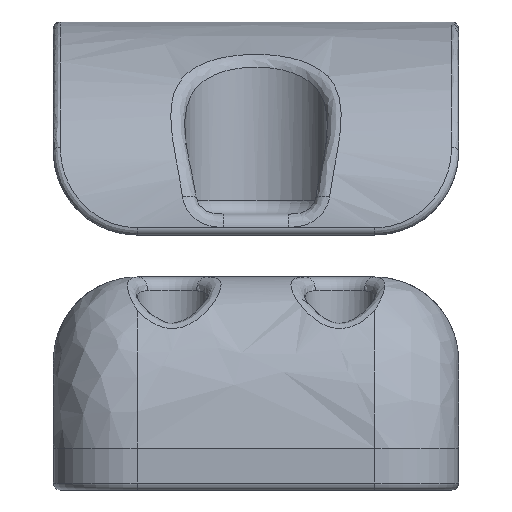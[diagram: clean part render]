
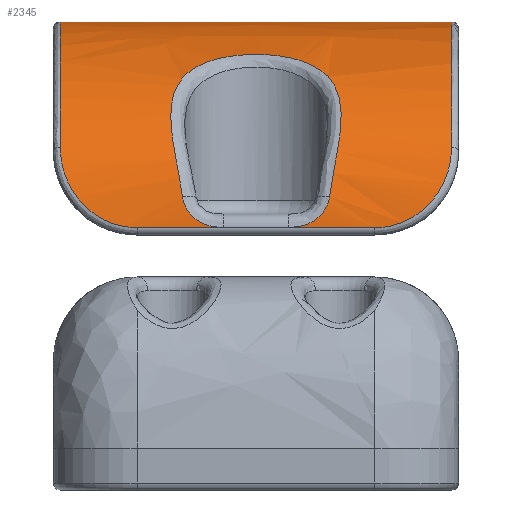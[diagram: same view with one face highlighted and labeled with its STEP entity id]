
A CAD part, front view. The second image highlights one B-rep face of the part: STEP entity #2345.
In plain terms, the highlighted free-form (B-spline) face has degree [1, 2] with [2, 3] control points.
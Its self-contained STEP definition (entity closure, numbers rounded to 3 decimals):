
#21=(
BOUNDED_SURFACE()
B_SPLINE_SURFACE(1,2,((#6625,#6626,#6627),(#6628,#6629,#6630)),
 .UNSPECIFIED.,.F.,.F.,.F.)
B_SPLINE_SURFACE_WITH_KNOTS((2,2),(3,3),(0.023,1.326),
(1.571,3.107),.UNSPECIFIED.)
GEOMETRIC_REPRESENTATION_ITEM()
RATIONAL_B_SPLINE_SURFACE(((1.,0.719,1.),(1.,0.719,
1.)))
REPRESENTATION_ITEM('')
SURFACE()
);
#44=FACE_BOUND('',#626,.T.);
#156=LINE('',#6167,#254);
#165=LINE('',#6631,#263);
#166=LINE('',#6641,#264);
#254=VECTOR('',#3051,10.);
#263=VECTOR('',#3090,10.);
#264=VECTOR('',#3091,10.);
#458=FACE_OUTER_BOUND('',#625,.T.);
#625=EDGE_LOOP('',(#2048,#2049,#2050,#2051,#2052,#2053));
#626=EDGE_LOOP('',(#2054,#2055,#2056,#2057));
#882=B_SPLINE_CURVE_WITH_KNOTS('',3,(#6220,#6221,#6222,#6223,#6224,#6225,
#6226),.UNSPECIFIED.,.F.,.F.,(4,1,1,1,4),(0.,0.128,0.385,
0.641,0.897),.UNSPECIFIED.);
#884=B_SPLINE_CURVE_WITH_KNOTS('',3,(#6266,#6267,#6268,#6269,#6270,#6271),
 .UNSPECIFIED.,.F.,.F.,(4,1,1,4),(0.,1.253,1.88,
2.193),.UNSPECIFIED.);
#894=B_SPLINE_CURVE_WITH_KNOTS('',3,(#6532,#6533,#6534,#6535,#6536,#6537),
 .UNSPECIFIED.,.F.,.F.,(4,1,1,4),(0.,0.627,1.253,
2.193),.UNSPECIFIED.);
#896=B_SPLINE_CURVE_WITH_KNOTS('',3,(#6587,#6588,#6589,#6590,#6591,#6592,
#6593),.UNSPECIFIED.,.F.,.F.,(4,1,1,1,4),(0.,0.192,
0.385,0.641,0.897),.UNSPECIFIED.);
#899=B_SPLINE_CURVE_WITH_KNOTS('',3,(#6634,#6635,#6636,#6637,#6638,#6639),
 .UNSPECIFIED.,.F.,.F.,(4,1,1,4),(-0.393,-0.281,
-0.168,0.),.UNSPECIFIED.);
#900=B_SPLINE_CURVE_WITH_KNOTS('',3,(#6643,#6644,#6645,#6646,#6647,#6648),
 .UNSPECIFIED.,.F.,.F.,(4,1,1,4),(-0.393,-0.281,-0.168,
0.),.UNSPECIFIED.);
#901=B_SPLINE_CURVE_WITH_KNOTS('',3,(#6649,#6650,#6651,#6652,#6653,#6654,
#6655,#6656,#6657,#6658,#6659,#6660,#6661),.UNSPECIFIED.,.F.,.F.,(4,1,1,
1,1,1,1,1,1,1,4),(-3.764,-3.277,-2.79,
-2.628,-2.303,-2.141,-1.816,
-1.572,-1.329,-0.841,-0.354),
 .UNSPECIFIED.);
#1072=VERTEX_POINT('',#6160);
#1075=VERTEX_POINT('',#6165);
#1077=VERTEX_POINT('',#6218);
#1079=VERTEX_POINT('',#6264);
#1089=VERTEX_POINT('',#6485);
#1091=VERTEX_POINT('',#6530);
#1098=VERTEX_POINT('',#6632);
#1099=VERTEX_POINT('',#6633);
#1100=VERTEX_POINT('',#6640);
#1101=VERTEX_POINT('',#6642);
#1387=EDGE_CURVE('',#1075,#1072,#156,.T.);
#1390=EDGE_CURVE('',#1077,#1075,#882,.T.);
#1393=EDGE_CURVE('',#1079,#1077,#884,.T.);
#1411=EDGE_CURVE('',#1091,#1089,#894,.T.);
#1413=EDGE_CURVE('',#1072,#1091,#896,.T.);
#1424=EDGE_CURVE('',#1089,#1079,#165,.T.);
#1425=EDGE_CURVE('',#1098,#1099,#899,.T.);
#1426=EDGE_CURVE('',#1100,#1098,#166,.T.);
#1427=EDGE_CURVE('',#1101,#1100,#900,.T.);
#1428=EDGE_CURVE('',#1099,#1101,#901,.T.);
#2048=ORIENTED_EDGE('',*,*,#1411,.F.);
#2049=ORIENTED_EDGE('',*,*,#1413,.F.);
#2050=ORIENTED_EDGE('',*,*,#1387,.F.);
#2051=ORIENTED_EDGE('',*,*,#1390,.F.);
#2052=ORIENTED_EDGE('',*,*,#1393,.F.);
#2053=ORIENTED_EDGE('',*,*,#1424,.F.);
#2054=ORIENTED_EDGE('',*,*,#1425,.F.);
#2055=ORIENTED_EDGE('',*,*,#1426,.F.);
#2056=ORIENTED_EDGE('',*,*,#1427,.F.);
#2057=ORIENTED_EDGE('',*,*,#1428,.F.);
#2345=ADVANCED_FACE('',(#458,#44),#21,.F.);
#3051=DIRECTION('',(-1.,0.,0.));
#3090=DIRECTION('',(1.,0.,0.));
#3091=DIRECTION('',(1.,0.,0.));
#6160=CARTESIAN_POINT('',(-8.5,-5.987,18.774));
#6165=CARTESIAN_POINT('',(8.5,-5.987,18.774));
#6167=CARTESIAN_POINT('',(-14.5,-5.987,18.774));
#6218=CARTESIAN_POINT('',(14.,-4.1,24.518));
#6220=CARTESIAN_POINT('Ctrl Pts',(14.,-4.1,24.518));
#6221=CARTESIAN_POINT('Ctrl Pts',(14.,-4.338,24.144));
#6222=CARTESIAN_POINT('Ctrl Pts',(13.898,-5.002,22.986));
#6223=CARTESIAN_POINT('Ctrl Pts',(13.076,-5.731,20.979));
#6224=CARTESIAN_POINT('Ctrl Pts',(11.063,-5.981,19.197));
#6225=CARTESIAN_POINT('Ctrl Pts',(9.355,-5.987,18.774));
#6226=CARTESIAN_POINT('Ctrl Pts',(8.5,-5.987,18.774));
#6264=CARTESIAN_POINT('',(14.,15.5,33.5));
#6266=CARTESIAN_POINT('Ctrl Pts',(14.,15.5,33.5));
#6267=CARTESIAN_POINT('Ctrl Pts',(14.,11.253,33.5));
#6268=CARTESIAN_POINT('Ctrl Pts',(14.,4.841,32.209));
#6269=CARTESIAN_POINT('Ctrl Pts',(14.,-1.452,27.961));
#6270=CARTESIAN_POINT('Ctrl Pts',(14.,-3.518,25.433));
#6271=CARTESIAN_POINT('Ctrl Pts',(14.,-4.1,24.518));
#6485=CARTESIAN_POINT('',(-14.,15.5,33.5));
#6530=CARTESIAN_POINT('',(-14.,-4.1,24.518));
#6532=CARTESIAN_POINT('Ctrl Pts',(-14.,-4.1,24.518));
#6533=CARTESIAN_POINT('Ctrl Pts',(-14.,-2.937,26.348));
#6534=CARTESIAN_POINT('Ctrl Pts',(-14.,0.214,29.395));
#6535=CARTESIAN_POINT('Ctrl Pts',(-14.,6.996,32.678));
#6536=CARTESIAN_POINT('Ctrl Pts',(-14.,12.314,33.5));
#6537=CARTESIAN_POINT('Ctrl Pts',(-14.,15.5,33.5));
#6587=CARTESIAN_POINT('Ctrl Pts',(-8.5,-5.987,18.774));
#6588=CARTESIAN_POINT('Ctrl Pts',(-9.141,-5.987,18.774));
#6589=CARTESIAN_POINT('Ctrl Pts',(-10.422,-5.979,19.012));
#6590=CARTESIAN_POINT('Ctrl Pts',(-12.302,-5.87,20.147));
#6591=CARTESIAN_POINT('Ctrl Pts',(-13.711,-5.381,22.155));
#6592=CARTESIAN_POINT('Ctrl Pts',(-14.,-4.576,23.77));
#6593=CARTESIAN_POINT('Ctrl Pts',(-14.,-4.1,24.518));
#6625=CARTESIAN_POINT('Ctrl Pts',(-14.,15.5,33.5));
#6626=CARTESIAN_POINT('Ctrl Pts',(-14.,-5.273,33.5));
#6627=CARTESIAN_POINT('Ctrl Pts',(-14.,-5.987,18.774));
#6628=CARTESIAN_POINT('Ctrl Pts',(14.,15.5,33.5));
#6629=CARTESIAN_POINT('Ctrl Pts',(14.,-5.273,33.5));
#6630=CARTESIAN_POINT('Ctrl Pts',(14.,-5.987,18.774));
#6631=CARTESIAN_POINT('',(-14.5,15.5,33.5));
#6632=CARTESIAN_POINT('',(2.31,-5.986,18.801));
#6633=CARTESIAN_POINT('',(5.266,-5.647,21.));
#6634=CARTESIAN_POINT('Ctrl Pts',(2.31,-5.986,18.801));
#6635=CARTESIAN_POINT('Ctrl Pts',(2.684,-5.986,18.801));
#6636=CARTESIAN_POINT('Ctrl Pts',(3.434,-5.981,18.877));
#6637=CARTESIAN_POINT('Ctrl Pts',(4.652,-5.942,19.487));
#6638=CARTESIAN_POINT('Ctrl Pts',(5.184,-5.8,20.411));
#6639=CARTESIAN_POINT('Ctrl Pts',(5.266,-5.647,21.));
#6640=CARTESIAN_POINT('',(-2.31,-5.986,18.801));
#6641=CARTESIAN_POINT('',(-14.5,-5.986,18.801));
#6642=CARTESIAN_POINT('',(-5.266,-5.647,21.));
#6643=CARTESIAN_POINT('Ctrl Pts',(-5.266,-5.647,21.));
#6644=CARTESIAN_POINT('Ctrl Pts',(-5.212,-5.749,20.607));
#6645=CARTESIAN_POINT('Ctrl Pts',(-4.898,-5.897,19.844));
#6646=CARTESIAN_POINT('Ctrl Pts',(-3.825,-5.984,18.949));
#6647=CARTESIAN_POINT('Ctrl Pts',(-2.871,-5.986,18.801));
#6648=CARTESIAN_POINT('Ctrl Pts',(-2.31,-5.986,18.801));
#6649=CARTESIAN_POINT('Ctrl Pts',(5.266,-5.647,21.));
#6650=CARTESIAN_POINT('Ctrl Pts',(5.501,-5.207,22.706));
#6651=CARTESIAN_POINT('Ctrl Pts',(6.255,-3.573,25.811));
#6652=CARTESIAN_POINT('Ctrl Pts',(6.084,-0.474,28.58));
#6653=CARTESIAN_POINT('Ctrl Pts',(4.601,2.126,30.233));
#6654=CARTESIAN_POINT('Ctrl Pts',(2.923,3.512,30.919));
#6655=CARTESIAN_POINT('Ctrl Pts',(0.295,4.267,31.252));
#6656=CARTESIAN_POINT('Ctrl Pts',(-2.215,3.907,31.104));
#6657=CARTESIAN_POINT('Ctrl Pts',(-4.417,2.335,30.339));
#6658=CARTESIAN_POINT('Ctrl Pts',(-6.076,-0.252,
28.778));
#6659=CARTESIAN_POINT('Ctrl Pts',(-6.253,-3.575,25.811));
#6660=CARTESIAN_POINT('Ctrl Pts',(-5.501,-5.207,22.706));
#6661=CARTESIAN_POINT('Ctrl Pts',(-5.266,-5.647,21.));
